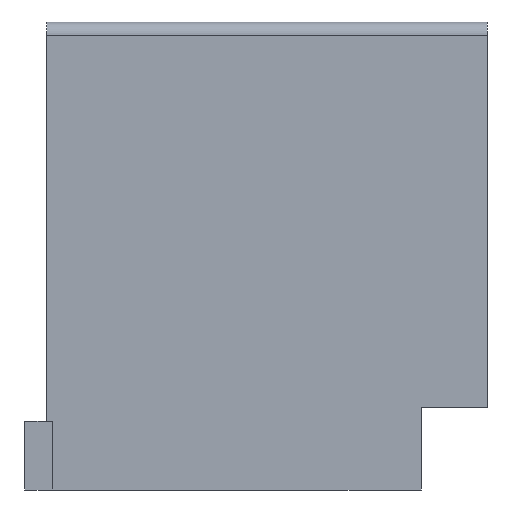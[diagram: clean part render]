
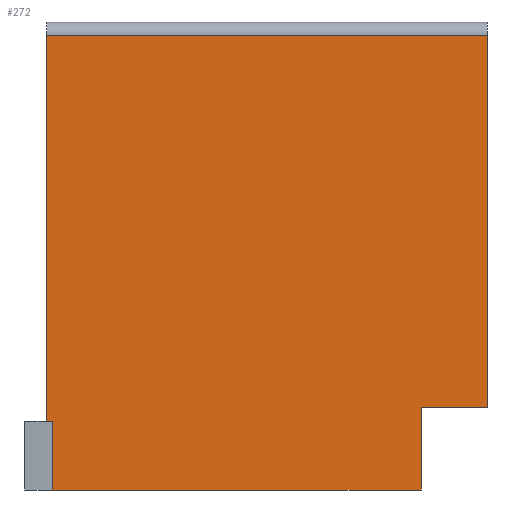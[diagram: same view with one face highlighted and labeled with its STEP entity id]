
A CAD part, left-side view. The second image highlights one B-rep face of the part: STEP entity #272.
In plain terms, the highlighted planar face has unit normal (-1, 0, 0).
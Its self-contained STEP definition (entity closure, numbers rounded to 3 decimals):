
#73 = VERTEX_POINT('',#74);
#74 = CARTESIAN_POINT('',(-2.9,8.78,2.5));
#80 = EDGE_CURVE('',#73,#81,#83,.T.);
#81 = VERTEX_POINT('',#82);
#82 = CARTESIAN_POINT('',(-2.9,8.78,16.5));
#83 = LINE('',#84,#85);
#84 = CARTESIAN_POINT('',(-2.9,8.78,0.));
#85 = VECTOR('',#86,1.);
#86 = DIRECTION('',(0.,0.,1.));
#138 = VERTEX_POINT('',#139);
#139 = CARTESIAN_POINT('',(-2.9,-7.22,16.5));
#146 = EDGE_CURVE('',#147,#138,#149,.T.);
#147 = VERTEX_POINT('',#148);
#148 = CARTESIAN_POINT('',(-2.9,-7.22,3.));
#149 = LINE('',#150,#151);
#150 = CARTESIAN_POINT('',(-2.9,-7.22,0.));
#151 = VECTOR('',#152,1.);
#152 = DIRECTION('',(0.,0.,1.));
#262 = EDGE_CURVE('',#81,#138,#263,.T.);
#263 = LINE('',#264,#265);
#264 = CARTESIAN_POINT('',(-2.9,4.78,16.5));
#265 = VECTOR('',#266,1.);
#266 = DIRECTION('',(0.,-1.,0.));
#272 = ADVANCED_FACE('',(#273),#316,.T.);
#273 = FACE_BOUND('',#274,.T.);
#274 = EDGE_LOOP('',(#275,#276,#277,#285,#293,#301,#309,#315));
#275 = ORIENTED_EDGE('',*,*,#262,.F.);
#276 = ORIENTED_EDGE('',*,*,#80,.F.);
#277 = ORIENTED_EDGE('',*,*,#278,.F.);
#278 = EDGE_CURVE('',#279,#73,#281,.T.);
#279 = VERTEX_POINT('',#280);
#280 = CARTESIAN_POINT('',(-2.9,8.58,2.5));
#281 = LINE('',#282,#283);
#282 = CARTESIAN_POINT('',(-2.9,8.93,2.5));
#283 = VECTOR('',#284,1.);
#284 = DIRECTION('',(0.,1.,0.));
#285 = ORIENTED_EDGE('',*,*,#286,.F.);
#286 = EDGE_CURVE('',#287,#279,#289,.T.);
#287 = VERTEX_POINT('',#288);
#288 = CARTESIAN_POINT('',(-2.9,8.58,0.));
#289 = LINE('',#290,#291);
#290 = CARTESIAN_POINT('',(-2.9,8.58,0.));
#291 = VECTOR('',#292,1.);
#292 = DIRECTION('',(0.,0.,1.));
#293 = ORIENTED_EDGE('',*,*,#294,.F.);
#294 = EDGE_CURVE('',#295,#287,#297,.T.);
#295 = VERTEX_POINT('',#296);
#296 = CARTESIAN_POINT('',(-2.9,-4.82,0.));
#297 = LINE('',#298,#299);
#298 = CARTESIAN_POINT('',(-2.9,-7.22,0.));
#299 = VECTOR('',#300,1.);
#300 = DIRECTION('',(0.,1.,0.));
#301 = ORIENTED_EDGE('',*,*,#302,.T.);
#302 = EDGE_CURVE('',#295,#303,#305,.T.);
#303 = VERTEX_POINT('',#304);
#304 = CARTESIAN_POINT('',(-2.9,-4.82,3.));
#305 = LINE('',#306,#307);
#306 = CARTESIAN_POINT('',(-2.9,-4.82,0.));
#307 = VECTOR('',#308,1.);
#308 = DIRECTION('',(0.,0.,1.));
#309 = ORIENTED_EDGE('',*,*,#310,.T.);
#310 = EDGE_CURVE('',#303,#147,#311,.T.);
#311 = LINE('',#312,#313);
#312 = CARTESIAN_POINT('',(-2.9,1.98,3.));
#313 = VECTOR('',#314,1.);
#314 = DIRECTION('',(0.,-1.,0.));
#315 = ORIENTED_EDGE('',*,*,#146,.T.);
#316 = PLANE('',#317);
#317 = AXIS2_PLACEMENT_3D('',#318,#319,#320);
#318 = CARTESIAN_POINT('',(-2.9,8.78,0.));
#319 = DIRECTION('',(-1.,0.,0.));
#320 = DIRECTION('',(0.,-1.,0.));
